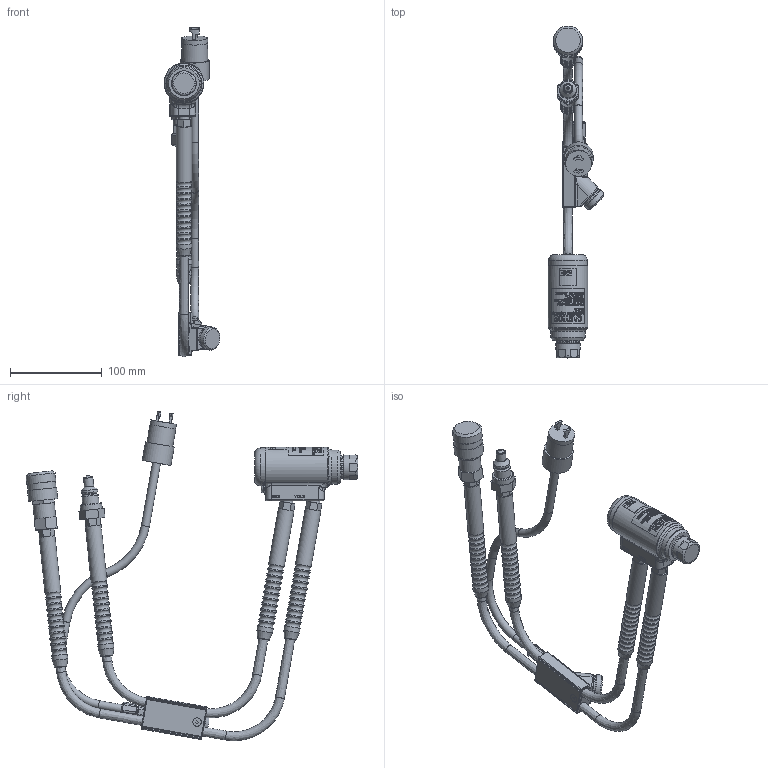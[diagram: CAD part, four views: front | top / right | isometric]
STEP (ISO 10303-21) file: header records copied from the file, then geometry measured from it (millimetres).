
FILE_DESCRIPTION(/* description */ (''),/* implementation_level */ '2;1');
FILE_NAME(/* name */ 'SFBTT8_99-7928_CLR.stp',/* time_stamp */ '2017-04-24T16:41:19-04:00',/* author */ (''),/* organization */ (''),/* preprocessor_version */ 'ST-DEVELOPER v15',/* originating_system */ 'SIEMENS PLM Software NX 9.0',/* authorisation */ '');
FILE_SCHEMA (('CONFIG_CONTROL_DESIGN'));
Products named in the file (1): SFBTT8_99-7928_CLR
Bounding box: 60.64 x 361.32 x 358.62 mm (x, y, z)
Volume: 486320.7 mm3; surface area: 122095 mm2
Topology: 88 solids, 88 shells, 2753 faces, 7028 edges, 4613 vertices
Faces by surface type: plane 1458, extrusion 940, cylinder 181, torus 87, bspline 39, cone 33, sphere 10, revolution 5
Full cylindrical faces by diameter (mm): 8.763 x3, 10.16 x1, 10.858 x1, 11.1 x1, 15.24 x1, 15.875 x1, 17.145 x45, 17.78 x2, 19.05 x1, 22.2 x1, 23.368 x1, 23.495 x1, 23.8 x1, 25.082 x1, 25.324 x1, 26.924 x1, 28.423 x1, 28.448 x1, 30.48 x1, 31.75 x3, 32.944 x1, 33.096 x2, 37.465 x1, 43.18 x1
Entity records: 103961 total; most frequent: CARTESIAN_POINT 46221, ORIENTED_EDGE 13464, DIRECTION 7742, EDGE_CURVE 6732, B_SPLINE_CURVE_WITH_KNOTS 4859, VERTEX_POINT 4525, VECTOR 3275, EDGE_LOOP 3187
